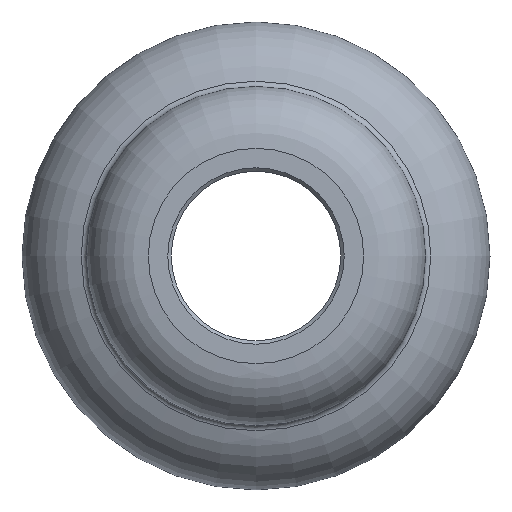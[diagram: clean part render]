
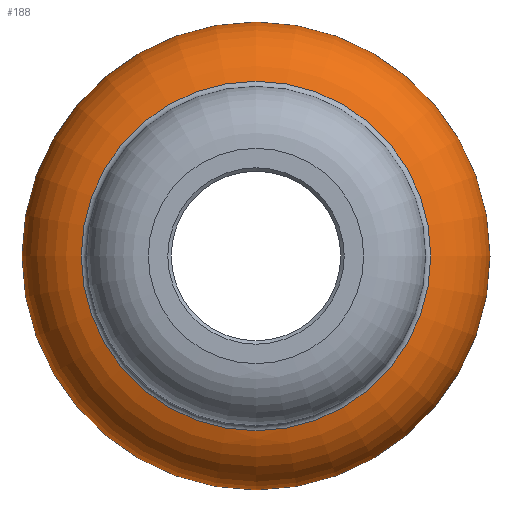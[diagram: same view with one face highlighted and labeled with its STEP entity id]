
A CAD part, front view. The second image highlights one B-rep face of the part: STEP entity #188.
In plain terms, the highlighted toroidal (fillet/blend) face has major radius 11.5 mm and minor radius 5.75 mm.
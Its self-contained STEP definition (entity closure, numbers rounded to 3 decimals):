
#26 = CARTESIAN_POINT ( 'NONE',  ( 0., 0., 0. ) ) ;
#28 = CARTESIAN_POINT ( 'NONE',  ( 0., 5.582, 0. ) ) ;
#38 = DIRECTION ( 'NONE',  ( 0., 1., 0. ) ) ;
#42 = VERTEX_POINT ( 'NONE', #225 ) ;
#51 = DIRECTION ( 'NONE',  ( 0., -1., 0. ) ) ;
#75 = TOROIDAL_SURFACE ( 'NONE', #326, 11.5, 5.75 ) ;
#101 = EDGE_LOOP ( 'NONE', ( #147 ) ) ;
#119 = EDGE_CURVE ( 'NONE', #150, #150, #196, .T. ) ;
#128 = DIRECTION ( 'NONE',  ( 0., 0., -1. ) ) ;
#129 = FACE_OUTER_BOUND ( 'NONE', #101, .T. ) ;
#134 = DIRECTION ( 'NONE',  ( 0., -1., 0. ) ) ;
#140 = CARTESIAN_POINT ( 'NONE',  ( 0., 5.582, -12.88 ) ) ;
#147 = ORIENTED_EDGE ( 'NONE', *, *, #284, .T. ) ;
#150 = VERTEX_POINT ( 'NONE', #140 ) ;
#166 = ORIENTED_EDGE ( 'NONE', *, *, #119, .T. ) ;
#175 = AXIS2_PLACEMENT_3D ( 'NONE', #28, #134, #128 ) ;
#182 = FACE_OUTER_BOUND ( 'NONE', #214, .T. ) ;
#188 = ADVANCED_FACE ( 'NONE', ( #129, #182 ), #75, .T. ) ;
#196 = CIRCLE ( 'NONE', #175, 12.88 ) ;
#197 = CARTESIAN_POINT ( 'NONE',  ( 0., -5.582, 0. ) ) ;
#214 = EDGE_LOOP ( 'NONE', ( #166 ) ) ;
#223 = CIRCLE ( 'NONE', #283, 12.88 ) ;
#225 = CARTESIAN_POINT ( 'NONE',  ( 0., -5.582, 12.88 ) ) ;
#227 = DIRECTION ( 'NONE',  ( 0., 0., 1. ) ) ;
#241 = DIRECTION ( 'NONE',  ( 0., 0., -1. ) ) ;
#283 = AXIS2_PLACEMENT_3D ( 'NONE', #197, #38, #227 ) ;
#284 = EDGE_CURVE ( 'NONE', #42, #42, #223, .T. ) ;
#326 = AXIS2_PLACEMENT_3D ( 'NONE', #26, #51, #241 ) ;
